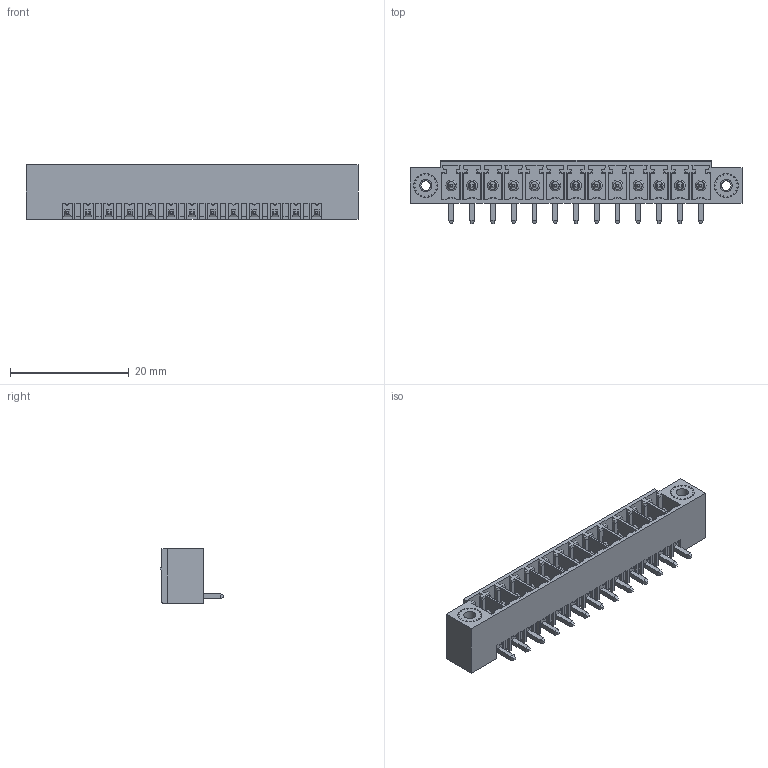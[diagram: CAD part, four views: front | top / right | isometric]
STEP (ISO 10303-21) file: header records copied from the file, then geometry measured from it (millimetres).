
FILE_DESCRIPTION(('STEP AP214'),'1');
FILE_NAME('PV13-3,5-H-K.stp','2018-11-29T16:42:12',(' '),(' '),'Spatial InterOp 3D',' ',' ');
FILE_SCHEMA(('AUTOMOTIVE_DESIGN { 1 0 10303 214 1 1 1 1 }'));
Length unit declared in the file: metre
Products named in the file (1): 1
Bounding box: 55.9 x 10.65 x 9.2 mm (x, y, z)
Volume: 2048.6 mm3; surface area: 4379.8 mm2
Topology: 1 solids, 1 shells, 947 faces, 2446 edges, 1580 vertices
Faces by surface type: plane 839, cylinder 82, torus 13, cone 13
Full cylindrical faces by diameter (mm): 1.6 x2, 1.8 x13, 2.05 x2
Entity records: 35538 total; most frequent: CARTESIAN_POINT 4988, ORIENTED_EDGE 4798, DIRECTION 4459, EDGE_CURVE 2399, LINE 2183, VECTOR 2183, VERTEX_POINT 1563, AXIS2_PLACEMENT_3D 1138
